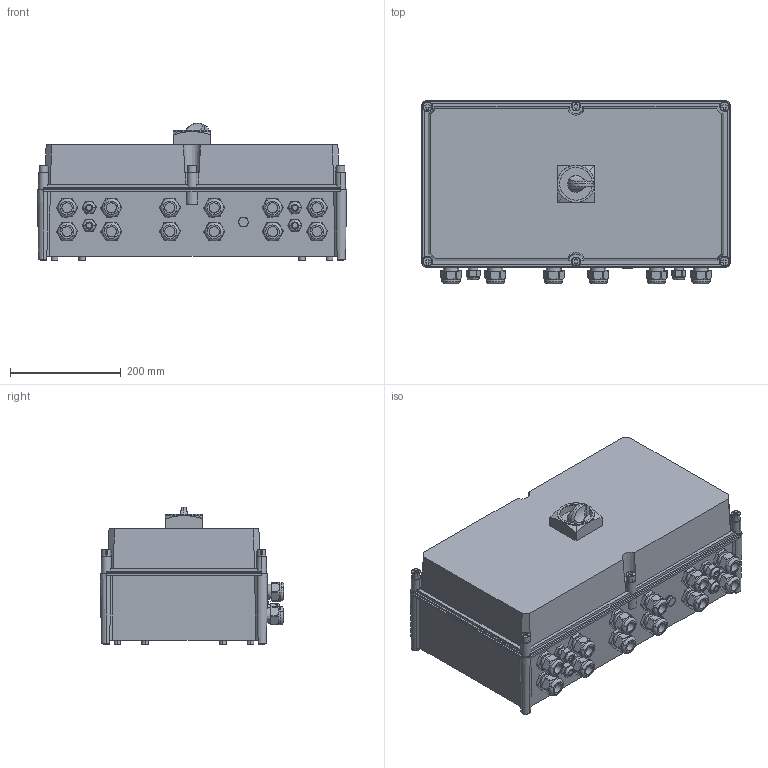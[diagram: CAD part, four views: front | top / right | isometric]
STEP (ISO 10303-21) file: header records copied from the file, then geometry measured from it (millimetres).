
FILE_DESCRIPTION(('CATIA V5 STEP Exchange','CAx-IF Rec.Pracs.--- Model Styling and Organization---1.4--- 2014-01-23'),'2;1');
FILE_NAME ('D1405521_2', '2020-01-29T07:15:45+00:00', ('none'), ('Weidmueller'), 'CATIA Version 5-6 Release 2016 SP3 HF44', 'CATIA V5 STEP AP214', 'none');
FILE_SCHEMA(('AUTOMOTIVE_DESIGN { 1 0 10303 214 1 1 1 1 }'));
Products named in the file (1): 2683160000
Bounding box: 558 x 331.13 x 248.1 mm (x, y, z)
Volume: 30881522.6 mm3; surface area: 1198240.6 mm2
Topology: 27 solids, 27 shells, 1275 faces, 3962 edges, 2823 vertices
Faces by surface type: plane 554, cylinder 541, cone 140, torus 28, bspline 8, revolution 2, sphere 2
Entity records: 48215 total; most frequent: CARTESIAN_POINT 14038, ORIENTED_EDGE 7904, DIRECTION 5037, EDGE_CURVE 3952, VERTEX_POINT 2823, AXIS2_PLACEMENT_3D 2397, VECTOR 1693, LINE 1693
